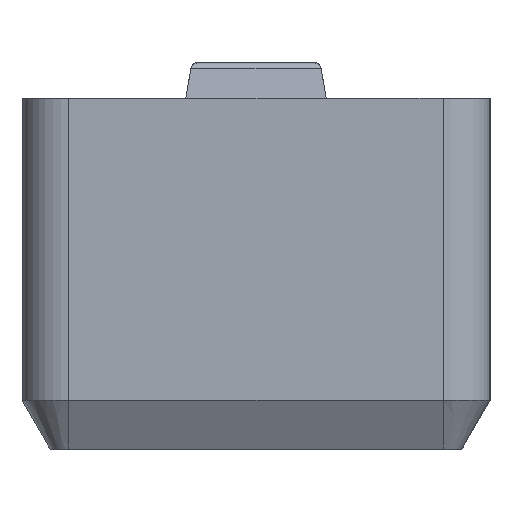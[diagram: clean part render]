
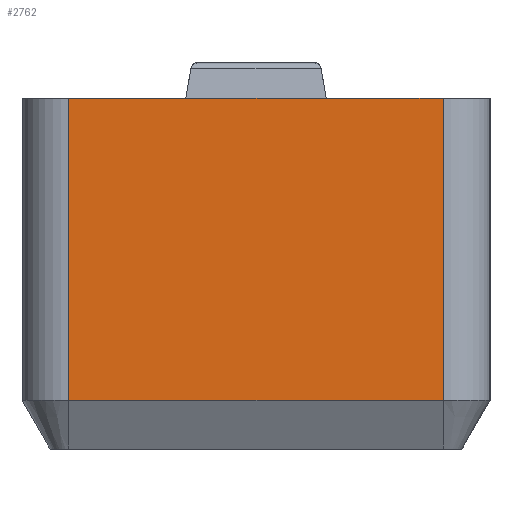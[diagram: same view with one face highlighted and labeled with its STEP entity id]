
A CAD part, left-side view. The second image highlights one B-rep face of the part: STEP entity #2762.
In plain terms, the highlighted planar face has unit normal (-1, 0, 0).
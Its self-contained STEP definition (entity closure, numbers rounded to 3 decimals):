
#119=PLANE('',#3010);
#382=FACE_OUTER_BOUND('',#555,.T.);
#555=EDGE_LOOP('',(#2281,#2282,#2283,#2284,#2285,#2286));
#781=LINE('',#4680,#1024);
#786=LINE('',#4698,#1029);
#788=LINE('',#4704,#1031);
#789=LINE('',#4706,#1032);
#790=LINE('',#4708,#1033);
#791=LINE('',#4709,#1034);
#1024=VECTOR('',#3598,10.);
#1029=VECTOR('',#3619,10.);
#1031=VECTOR('',#3625,10.);
#1032=VECTOR('',#3626,10.);
#1033=VECTOR('',#3627,10.);
#1034=VECTOR('',#3628,10.);
#1295=VERTEX_POINT('',#4664);
#1299=VERTEX_POINT('',#4676);
#1305=VERTEX_POINT('',#4697);
#1307=VERTEX_POINT('',#4703);
#1308=VERTEX_POINT('',#4705);
#1309=VERTEX_POINT('',#4707);
#1636=EDGE_CURVE('',#1295,#1299,#781,.T.);
#1645=EDGE_CURVE('',#1305,#1299,#786,.T.);
#1648=EDGE_CURVE('',#1307,#1295,#788,.T.);
#1649=EDGE_CURVE('',#1308,#1307,#789,.T.);
#1650=EDGE_CURVE('',#1309,#1308,#790,.T.);
#1651=EDGE_CURVE('',#1305,#1309,#791,.T.);
#2281=ORIENTED_EDGE('',*,*,#1636,.F.);
#2282=ORIENTED_EDGE('',*,*,#1648,.F.);
#2283=ORIENTED_EDGE('',*,*,#1649,.F.);
#2284=ORIENTED_EDGE('',*,*,#1650,.F.);
#2285=ORIENTED_EDGE('',*,*,#1651,.F.);
#2286=ORIENTED_EDGE('',*,*,#1645,.T.);
#2762=ADVANCED_FACE('',(#382),#119,.T.);
#3010=AXIS2_PLACEMENT_3D('',#4702,#3623,#3624);
#3598=DIRECTION('',(0.,1.,0.));
#3619=DIRECTION('',(0.,0.,-1.));
#3623=DIRECTION('center_axis',(-1.,0.,0.));
#3624=DIRECTION('ref_axis',(0.,1.,0.));
#3625=DIRECTION('',(0.,0.,-1.));
#3626=DIRECTION('',(0.,-1.,0.));
#3627=DIRECTION('',(0.,-1.,0.));
#3628=DIRECTION('',(0.,-1.,0.));
#4664=CARTESIAN_POINT('',(0.,-18.,2.078));
#4676=CARTESIAN_POINT('',(0.,-2.,2.078));
#4680=CARTESIAN_POINT('',(0.,-14.,2.078));
#4697=CARTESIAN_POINT('',(0.,-2.,15.));
#4698=CARTESIAN_POINT('',(0.,-2.,15.));
#4702=CARTESIAN_POINT('Origin',(0.,-18.,15.));
#4703=CARTESIAN_POINT('',(0.,-18.,15.));
#4704=CARTESIAN_POINT('',(0.,-18.,15.));
#4705=CARTESIAN_POINT('',(0.,-13.,15.));
#4706=CARTESIAN_POINT('',(0.,-2.,15.));
#4707=CARTESIAN_POINT('',(0.,-7.,15.));
#4708=CARTESIAN_POINT('',(0.,-2.,15.));
#4709=CARTESIAN_POINT('',(0.,-2.,15.));
